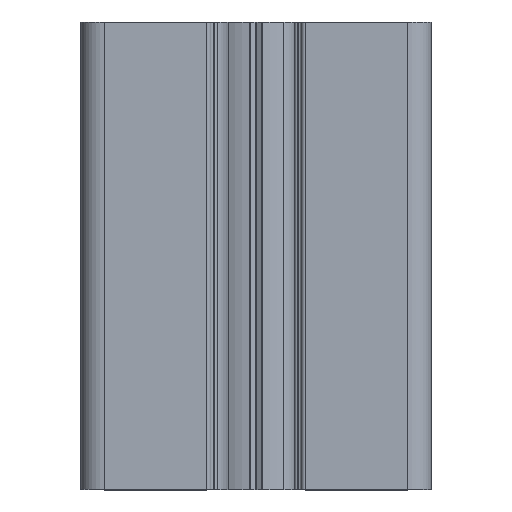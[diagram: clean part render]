
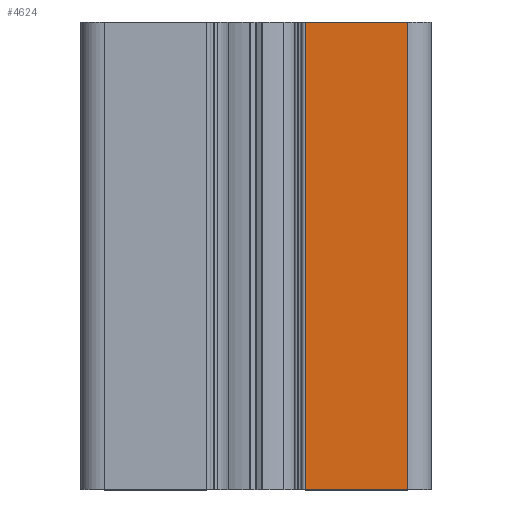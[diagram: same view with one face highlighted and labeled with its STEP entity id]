
A CAD part, top view. The second image highlights one B-rep face of the part: STEP entity #4624.
In plain terms, the highlighted planar face has unit normal (0, 0, 1).
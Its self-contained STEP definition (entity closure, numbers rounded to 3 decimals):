
#216=FACE_OUTER_BOUND('',#463,.T.);
#463=EDGE_LOOP('',(#3479,#3480,#3481,#3482));
#683=LINE('',#6951,#1131);
#841=LINE('',#7525,#1289);
#842=LINE('',#7529,#1290);
#843=LINE('',#7530,#1291);
#1131=VECTOR('',#5445,10.);
#1289=VECTOR('',#5969,1000.);
#1290=VECTOR('',#5974,1000.);
#1291=VECTOR('',#5975,1000.);
#1888=VERTEX_POINT('',#6948);
#1889=VERTEX_POINT('',#6950);
#2122=VERTEX_POINT('',#7524);
#2123=VERTEX_POINT('',#7528);
#2368=EDGE_CURVE('',#1889,#1888,#683,.T.);
#2655=EDGE_CURVE('',#1889,#2122,#841,.T.);
#2657=EDGE_CURVE('',#1888,#2123,#842,.T.);
#2658=EDGE_CURVE('',#2123,#2122,#843,.T.);
#3479=ORIENTED_EDGE('',*,*,#2368,.T.);
#3480=ORIENTED_EDGE('',*,*,#2657,.T.);
#3481=ORIENTED_EDGE('',*,*,#2658,.T.);
#3482=ORIENTED_EDGE('',*,*,#2655,.F.);
#4487=PLANE('',#5047);
#4624=ADVANCED_FACE('',(#216),#4487,.F.);
#5047=AXIS2_PLACEMENT_3D('',#7527,#5972,#5973);
#5445=DIRECTION('',(1.,0.,0.));
#5969=DIRECTION('',(0.,1.,0.));
#5972=DIRECTION('center_axis',(0.,0.,-1.));
#5973=DIRECTION('ref_axis',(0.,1.,0.));
#5974=DIRECTION('',(0.,1.,0.));
#5975=DIRECTION('',(-1.,0.,0.));
#6948=CARTESIAN_POINT('',(42.,-82.5,22.5));
#6950=CARTESIAN_POINT('',(28.8,-82.5,22.5));
#6951=CARTESIAN_POINT('',(23.05,-82.5,22.5));
#7524=CARTESIAN_POINT('',(28.8,-22.5,22.5));
#7525=CARTESIAN_POINT('',(28.8,-6022.5,22.5));
#7527=CARTESIAN_POINT('Origin',(28.8,-6022.5,22.5));
#7528=CARTESIAN_POINT('',(42.,-22.5,22.5));
#7529=CARTESIAN_POINT('',(42.,-6022.5,22.5));
#7530=CARTESIAN_POINT('',(28.8,-22.5,22.5));
